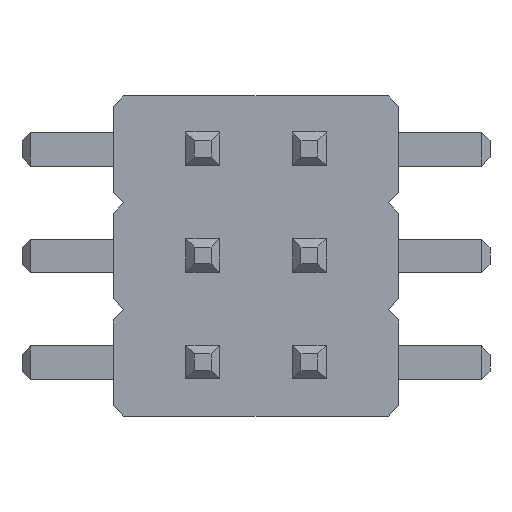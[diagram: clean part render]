
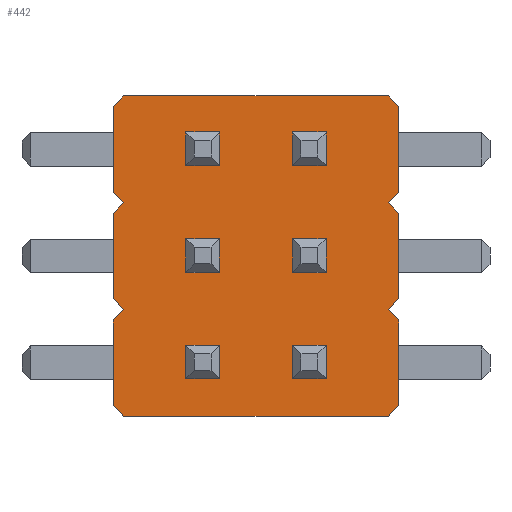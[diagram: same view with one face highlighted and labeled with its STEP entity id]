
A CAD part, top view. The second image highlights one B-rep face of the part: STEP entity #442.
In plain terms, the highlighted planar face has unit normal (0, 0, 1).
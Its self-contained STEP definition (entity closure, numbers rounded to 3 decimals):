
#24=VERTEX_POINT('',#25);
#25=CARTESIAN_POINT('',(-1.573,1.905,0.9));
#28=ORIENTED_EDGE('',*,*,#29,.T.);
#29=EDGE_CURVE('',#24,#30,#32,.T.);
#30=VERTEX_POINT('',#31);
#31=CARTESIAN_POINT('',(-1.7,1.778,0.9));
#32=LINE('',#25,#33);
#33=VECTOR('',#34,1.);
#34=DIRECTION('',(-0.707,-0.707,0.));
#45=DIRECTION('',(0.707,-0.707,0.));
#50=ORIENTED_EDGE('',*,*,#51,.T.);
#51=EDGE_CURVE('',#30,#52,#54,.T.);
#52=VERTEX_POINT('',#53);
#53=CARTESIAN_POINT('',(-1.7,0.762,0.9));
#54=LINE('',#31,#55);
#55=VECTOR('',#56,1.);
#56=DIRECTION('',(0.,-1.,0.));
#67=DIRECTION('',(1.,0.,0.));
#72=ORIENTED_EDGE('',*,*,#73,.T.);
#73=EDGE_CURVE('',#52,#74,#76,.T.);
#74=VERTEX_POINT('',#75);
#75=CARTESIAN_POINT('',(-1.573,0.635,0.9));
#76=LINE('',#53,#77);
#77=VECTOR('',#45,1.);
#88=DIRECTION('',(0.707,0.707,0.));
#93=ORIENTED_EDGE('',*,*,#94,.T.);
#94=EDGE_CURVE('',#74,#95,#97,.T.);
#95=VERTEX_POINT('',#96);
#96=CARTESIAN_POINT('',(-1.7,0.508,0.9));
#97=LINE('',#75,#33);
#112=ORIENTED_EDGE('',*,*,#113,.T.);
#113=EDGE_CURVE('',#95,#114,#116,.T.);
#114=VERTEX_POINT('',#115);
#115=CARTESIAN_POINT('',(-1.7,-0.508,0.9));
#116=LINE('',#96,#55);
#131=ORIENTED_EDGE('',*,*,#132,.T.);
#132=EDGE_CURVE('',#114,#133,#135,.T.);
#133=VERTEX_POINT('',#134);
#134=CARTESIAN_POINT('',(-1.573,-0.635,0.9));
#135=LINE('',#115,#77);
#150=ORIENTED_EDGE('',*,*,#151,.T.);
#151=EDGE_CURVE('',#133,#152,#154,.T.);
#152=VERTEX_POINT('',#153);
#153=CARTESIAN_POINT('',(-1.7,-0.762,0.9));
#154=LINE('',#134,#33);
#169=ORIENTED_EDGE('',*,*,#170,.T.);
#170=EDGE_CURVE('',#152,#171,#173,.T.);
#171=VERTEX_POINT('',#172);
#172=CARTESIAN_POINT('',(-1.7,-1.778,0.9));
#173=LINE('',#153,#55);
#188=ORIENTED_EDGE('',*,*,#189,.T.);
#189=EDGE_CURVE('',#171,#190,#192,.T.);
#190=VERTEX_POINT('',#191);
#191=CARTESIAN_POINT('',(-1.573,-1.905,0.9));
#192=LINE('',#172,#77);
#207=ORIENTED_EDGE('',*,*,#208,.T.);
#208=EDGE_CURVE('',#190,#209,#211,.T.);
#209=VERTEX_POINT('',#210);
#210=CARTESIAN_POINT('',(1.573,-1.905,0.9));
#211=LINE('',#191,#212);
#212=VECTOR('',#67,1.);
#223=DIRECTION('',(0.,1.,0.));
#228=ORIENTED_EDGE('',*,*,#229,.T.);
#229=EDGE_CURVE('',#209,#230,#232,.T.);
#230=VERTEX_POINT('',#231);
#231=CARTESIAN_POINT('',(1.7,-1.778,0.9));
#232=LINE('',#210,#233);
#233=VECTOR('',#88,1.);
#244=DIRECTION('',(-0.707,0.707,0.));
#249=ORIENTED_EDGE('',*,*,#250,.T.);
#250=EDGE_CURVE('',#230,#251,#253,.T.);
#251=VERTEX_POINT('',#252);
#252=CARTESIAN_POINT('',(1.7,-0.762,0.9));
#253=LINE('',#231,#254);
#254=VECTOR('',#223,1.);
#265=DIRECTION('',(-1.,0.,0.));
#270=ORIENTED_EDGE('',*,*,#271,.T.);
#271=EDGE_CURVE('',#251,#272,#274,.T.);
#272=VERTEX_POINT('',#273);
#273=CARTESIAN_POINT('',(1.573,-0.635,0.9));
#274=LINE('',#252,#275);
#275=VECTOR('',#244,1.);
#290=ORIENTED_EDGE('',*,*,#291,.T.);
#291=EDGE_CURVE('',#272,#292,#294,.T.);
#292=VERTEX_POINT('',#293);
#293=CARTESIAN_POINT('',(1.7,-0.508,0.9));
#294=LINE('',#273,#233);
#309=ORIENTED_EDGE('',*,*,#310,.T.);
#310=EDGE_CURVE('',#292,#311,#313,.T.);
#311=VERTEX_POINT('',#312);
#312=CARTESIAN_POINT('',(1.7,0.508,0.9));
#313=LINE('',#293,#254);
#328=ORIENTED_EDGE('',*,*,#329,.T.);
#329=EDGE_CURVE('',#311,#330,#332,.T.);
#330=VERTEX_POINT('',#331);
#331=CARTESIAN_POINT('',(1.573,0.635,0.9));
#332=LINE('',#312,#275);
#347=ORIENTED_EDGE('',*,*,#348,.T.);
#348=EDGE_CURVE('',#330,#349,#351,.T.);
#349=VERTEX_POINT('',#350);
#350=CARTESIAN_POINT('',(1.7,0.762,0.9));
#351=LINE('',#331,#233);
#366=ORIENTED_EDGE('',*,*,#367,.T.);
#367=EDGE_CURVE('',#349,#368,#370,.T.);
#368=VERTEX_POINT('',#369);
#369=CARTESIAN_POINT('',(1.7,1.778,0.9));
#370=LINE('',#350,#254);
#385=ORIENTED_EDGE('',*,*,#386,.T.);
#386=EDGE_CURVE('',#368,#387,#389,.T.);
#387=VERTEX_POINT('',#388);
#388=CARTESIAN_POINT('',(1.573,1.905,0.9));
#389=LINE('',#369,#275);
#404=ORIENTED_EDGE('',*,*,#405,.T.);
#405=EDGE_CURVE('',#387,#24,#406,.T.);
#406=LINE('',#388,#407);
#407=VECTOR('',#265,1.);
#440=DIRECTION('',(0.,0.,1.));
#441=DIRECTION('',(1.,0.,0.));
#442=ADVANCED_FACE('',(#443),#445,.T.);
#443=FACE_BOUND('',#444,.T.);
#444=EDGE_LOOP('',(#28,#50,#72,#93,#112,#131,#150,#169,#188,#207,#228,#249,#270,#290,#309,#328,#347,#366,#385,#404));
#445=PLANE('',#446);
#446=AXIS2_PLACEMENT_3D('',#447,#440,#441);
#447=CARTESIAN_POINT('',(0.,0.,0.9));
